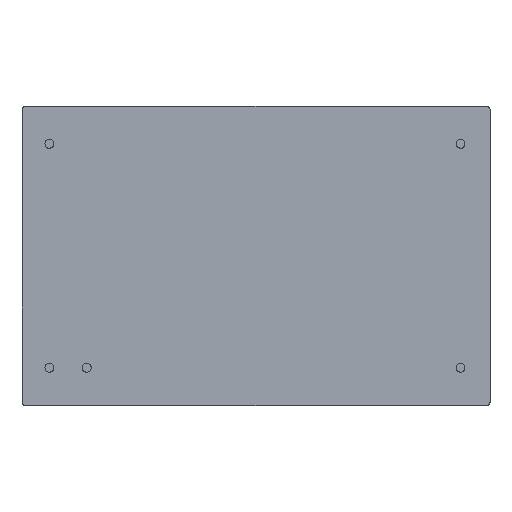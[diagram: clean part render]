
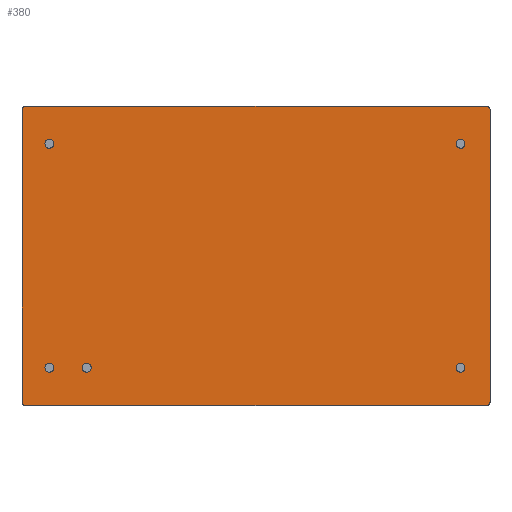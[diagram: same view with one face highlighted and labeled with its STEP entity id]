
A CAD part, top view. The second image highlights one B-rep face of the part: STEP entity #380.
In plain terms, the highlighted planar face has unit normal (0, 0, 1).
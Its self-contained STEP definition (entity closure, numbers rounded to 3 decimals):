
#20=FACE_BOUND('',#150,.T.);
#21=FACE_BOUND('',#151,.T.);
#22=FACE_BOUND('',#152,.T.);
#23=FACE_BOUND('',#153,.T.);
#24=FACE_BOUND('',#154,.T.);
#35=PLANE('',#436);
#52=LINE('',#633,#72);
#53=LINE('',#635,#73);
#54=LINE('',#668,#74);
#55=LINE('',#670,#75);
#72=VECTOR('',#513,19.9);
#73=VECTOR('',#516,31.4);
#74=VECTOR('',#561,19.9);
#75=VECTOR('',#564,31.4);
#116=FACE_OUTER_BOUND('',#149,.T.);
#149=EDGE_LOOP('',(#336,#337,#338,#339,#340,#341,#342,#343));
#150=EDGE_LOOP('',(#344));
#151=EDGE_LOOP('',(#345));
#152=EDGE_LOOP('',(#346));
#153=EDGE_LOOP('',(#347));
#154=EDGE_LOOP('',(#348));
#158=CIRCLE('',#388,0.2);
#162=CIRCLE('',#394,0.2);
#166=CIRCLE('',#401,0.2);
#170=CIRCLE('',#407,0.2);
#172=CIRCLE('',#416,0.3);
#174=CIRCLE('',#420,0.3);
#176=CIRCLE('',#424,0.3);
#178=CIRCLE('',#428,0.3);
#180=CIRCLE('',#432,0.3);
#184=VERTEX_POINT('',#576);
#185=VERTEX_POINT('',#577);
#189=VERTEX_POINT('',#589);
#190=VERTEX_POINT('',#590);
#194=VERTEX_POINT('',#605);
#195=VERTEX_POINT('',#606);
#199=VERTEX_POINT('',#618);
#200=VERTEX_POINT('',#619);
#202=VERTEX_POINT('',#640);
#204=VERTEX_POINT('',#646);
#206=VERTEX_POINT('',#652);
#208=VERTEX_POINT('',#658);
#210=VERTEX_POINT('',#664);
#214=EDGE_CURVE('',#184,#185,#158,.T.);
#220=EDGE_CURVE('',#189,#190,#162,.T.);
#228=EDGE_CURVE('',#194,#195,#166,.T.);
#234=EDGE_CURVE('',#199,#200,#170,.T.);
#243=EDGE_CURVE('',#190,#184,#52,.T.);
#244=EDGE_CURVE('',#200,#189,#53,.T.);
#246=EDGE_CURVE('',#202,#202,#172,.T.);
#248=EDGE_CURVE('',#204,#204,#174,.T.);
#250=EDGE_CURVE('',#206,#206,#176,.T.);
#252=EDGE_CURVE('',#208,#208,#178,.T.);
#254=EDGE_CURVE('',#210,#210,#180,.T.);
#255=EDGE_CURVE('',#195,#199,#54,.T.);
#256=EDGE_CURVE('',#185,#194,#55,.T.);
#336=ORIENTED_EDGE('',*,*,#214,.F.);
#337=ORIENTED_EDGE('',*,*,#243,.F.);
#338=ORIENTED_EDGE('',*,*,#220,.F.);
#339=ORIENTED_EDGE('',*,*,#244,.F.);
#340=ORIENTED_EDGE('',*,*,#234,.F.);
#341=ORIENTED_EDGE('',*,*,#255,.F.);
#342=ORIENTED_EDGE('',*,*,#228,.F.);
#343=ORIENTED_EDGE('',*,*,#256,.F.);
#344=ORIENTED_EDGE('',*,*,#246,.T.);
#345=ORIENTED_EDGE('',*,*,#248,.T.);
#346=ORIENTED_EDGE('',*,*,#250,.T.);
#347=ORIENTED_EDGE('',*,*,#252,.T.);
#348=ORIENTED_EDGE('',*,*,#254,.T.);
#380=ADVANCED_FACE('',(#116,#20,#21,#22,#23,#24),#35,.T.);
#388=AXIS2_PLACEMENT_3D('',#578,#449,#450);
#394=AXIS2_PLACEMENT_3D('',#591,#463,#464);
#401=AXIS2_PLACEMENT_3D('',#607,#481,#482);
#407=AXIS2_PLACEMENT_3D('',#620,#495,#496);
#416=AXIS2_PLACEMENT_3D('',#641,#523,#524);
#420=AXIS2_PLACEMENT_3D('',#647,#531,#532);
#424=AXIS2_PLACEMENT_3D('',#653,#539,#540);
#428=AXIS2_PLACEMENT_3D('',#659,#547,#548);
#432=AXIS2_PLACEMENT_3D('',#665,#555,#556);
#436=AXIS2_PLACEMENT_3D('',#671,#565,#566);
#449=DIRECTION('center_axis',(0.,0.,-1.));
#450=DIRECTION('ref_axis',(-0.707,0.707,0.));
#463=DIRECTION('center_axis',(0.,0.,-1.));
#464=DIRECTION('ref_axis',(-0.707,-0.707,0.));
#481=DIRECTION('center_axis',(0.,0.,-1.));
#482=DIRECTION('ref_axis',(0.707,0.707,0.));
#495=DIRECTION('center_axis',(0.,0.,-1.));
#496=DIRECTION('ref_axis',(0.707,-0.707,0.));
#513=DIRECTION('',(0.,1.,0.));
#516=DIRECTION('',(-1.,0.,0.));
#523=DIRECTION('center_axis',(0.,0.,-1.));
#524=DIRECTION('ref_axis',(-1.,0.,0.));
#531=DIRECTION('center_axis',(0.,0.,-1.));
#532=DIRECTION('ref_axis',(-1.,0.,0.));
#539=DIRECTION('center_axis',(0.,0.,-1.));
#540=DIRECTION('ref_axis',(-1.,0.,0.));
#547=DIRECTION('center_axis',(0.,0.,-1.));
#548=DIRECTION('ref_axis',(-1.,0.,0.));
#555=DIRECTION('center_axis',(0.,0.,-1.));
#556=DIRECTION('ref_axis',(-1.,0.,0.));
#561=DIRECTION('',(0.,-1.,0.));
#564=DIRECTION('',(1.,0.,0.));
#565=DIRECTION('center_axis',(0.,0.,1.));
#566=DIRECTION('ref_axis',(1.,0.,0.));
#576=CARTESIAN_POINT('',(-15.9,9.95,0.));
#577=CARTESIAN_POINT('',(-15.7,10.15,0.));
#578=CARTESIAN_POINT('Origin',(-15.7,9.95,0.));
#589=CARTESIAN_POINT('',(-15.7,-10.15,0.));
#590=CARTESIAN_POINT('',(-15.9,-9.95,0.));
#591=CARTESIAN_POINT('Origin',(-15.7,-9.95,0.));
#605=CARTESIAN_POINT('',(15.7,10.15,0.));
#606=CARTESIAN_POINT('',(15.9,9.95,0.));
#607=CARTESIAN_POINT('Origin',(15.7,9.95,0.));
#618=CARTESIAN_POINT('',(15.9,-9.95,0.));
#619=CARTESIAN_POINT('',(15.7,-10.15,0.));
#620=CARTESIAN_POINT('Origin',(15.7,-9.95,0.));
#633=CARTESIAN_POINT('',(-15.9,-10.15,0.));
#635=CARTESIAN_POINT('',(15.9,-10.15,0.));
#640=CARTESIAN_POINT('',(14.2,-7.61,0.));
#641=CARTESIAN_POINT('Origin',(13.9,-7.61,0.));
#646=CARTESIAN_POINT('',(-11.2,-7.61,0.));
#647=CARTESIAN_POINT('Origin',(-11.5,-7.61,0.));
#652=CARTESIAN_POINT('',(-13.74,-7.61,0.));
#653=CARTESIAN_POINT('Origin',(-14.04,-7.61,0.));
#658=CARTESIAN_POINT('',(-13.74,7.61,0.));
#659=CARTESIAN_POINT('Origin',(-14.04,7.61,0.));
#664=CARTESIAN_POINT('',(14.2,7.61,0.));
#665=CARTESIAN_POINT('Origin',(13.9,7.61,0.));
#668=CARTESIAN_POINT('',(15.9,10.15,0.));
#670=CARTESIAN_POINT('',(-15.9,10.15,0.));
#671=CARTESIAN_POINT('Origin',(0.,0.,0.));
